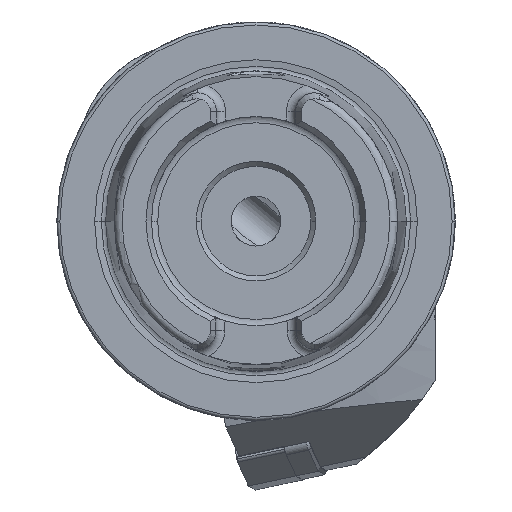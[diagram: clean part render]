
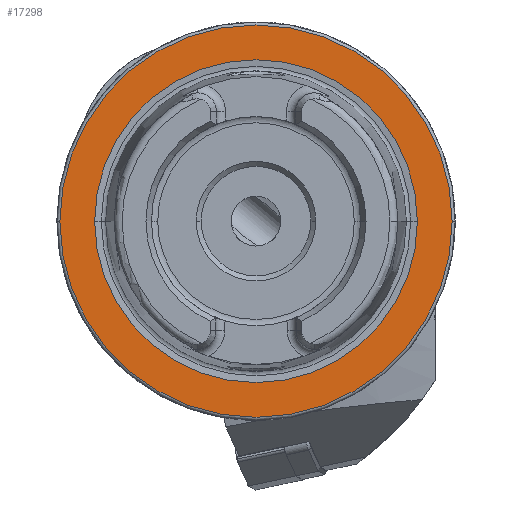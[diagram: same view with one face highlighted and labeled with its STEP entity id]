
A CAD part, left-side view. The second image highlights one B-rep face of the part: STEP entity #17298.
In plain terms, the highlighted planar face has unit normal (-1, 0, 0).
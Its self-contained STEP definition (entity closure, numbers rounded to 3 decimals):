
#616 = DIRECTION ( 'NONE',  ( -1., 0., 0. ) ) ;
#625 = EDGE_CURVE ( 'NONE', #12505, #22685, #17717, .T. ) ;
#1285 = EDGE_CURVE ( 'NONE', #16218, #7899, #22963, .T. ) ;
#1332 = CARTESIAN_POINT ( 'NONE',  ( 0., 0., 0. ) ) ;
#2134 = CARTESIAN_POINT ( 'NONE',  ( 0., 19.7, 0. ) ) ;
#2575 = CARTESIAN_POINT ( 'NONE',  ( 0., 0., 0. ) ) ;
#4080 = EDGE_LOOP ( 'NONE', ( #23245, #15565 ) ) ;
#5179 = FACE_BOUND ( 'NONE', #22284, .T. ) ;
#5472 = DIRECTION ( 'NONE',  ( 0., -1., 0. ) ) ;
#6539 = DIRECTION ( 'NONE',  ( 0., -1., 0. ) ) ;
#7126 = EDGE_CURVE ( 'NONE', #22685, #12505, #11560, .T. ) ;
#7899 = VERTEX_POINT ( 'NONE', #21213 ) ;
#8989 = AXIS2_PLACEMENT_3D ( 'NONE', #1332, #15331, #5472 ) ;
#10101 = CIRCLE ( 'NONE', #24480, 19.7 ) ;
#11560 = CIRCLE ( 'NONE', #16672, 16.207 ) ;
#12505 = VERTEX_POINT ( 'NONE', #19561 ) ;
#14222 = CARTESIAN_POINT ( 'NONE',  ( 0., 0., 0. ) ) ;
#14396 = ORIENTED_EDGE ( 'NONE', *, *, #7126, .F. ) ;
#14406 = DIRECTION ( 'NONE',  ( 0., -1., 0. ) ) ;
#15331 = DIRECTION ( 'NONE',  ( -1., 0., 0. ) ) ;
#15565 = ORIENTED_EDGE ( 'NONE', *, *, #1285, .T. ) ;
#16218 = VERTEX_POINT ( 'NONE', #2134 ) ;
#16672 = AXIS2_PLACEMENT_3D ( 'NONE', #17342, #25190, #21277 ) ;
#16871 = CARTESIAN_POINT ( 'NONE',  ( 0., -16.207, 0. ) ) ;
#17298 = ADVANCED_FACE ( 'NONE', ( #5179, #21848 ), #18897, .F. ) ;
#17342 = CARTESIAN_POINT ( 'NONE',  ( 0., 0., 0. ) ) ;
#17717 = CIRCLE ( 'NONE', #24648, 16.207 ) ;
#18199 = DIRECTION ( 'NONE',  ( -1., 0., 0. ) ) ;
#18897 = PLANE ( 'NONE',  #20973 ) ;
#19110 = EDGE_CURVE ( 'NONE', #7899, #16218, #10101, .T. ) ;
#19561 = CARTESIAN_POINT ( 'NONE',  ( 0., 16.207, 0. ) ) ;
#20833 = DIRECTION ( 'NONE',  ( 0., 1., 0. ) ) ;
#20973 = AXIS2_PLACEMENT_3D ( 'NONE', #22775, #24494, #20833 ) ;
#21213 = CARTESIAN_POINT ( 'NONE',  ( 0., -19.7, 0. ) ) ;
#21277 = DIRECTION ( 'NONE',  ( 0., -1., 0. ) ) ;
#21848 = FACE_OUTER_BOUND ( 'NONE', #4080, .T. ) ;
#22284 = EDGE_LOOP ( 'NONE', ( #14396, #24564 ) ) ;
#22685 = VERTEX_POINT ( 'NONE', #16871 ) ;
#22775 = CARTESIAN_POINT ( 'NONE',  ( 0., 19.7, 0. ) ) ;
#22963 = CIRCLE ( 'NONE', #8989, 19.7 ) ;
#23245 = ORIENTED_EDGE ( 'NONE', *, *, #19110, .T. ) ;
#24480 = AXIS2_PLACEMENT_3D ( 'NONE', #14222, #18199, #6539 ) ;
#24494 = DIRECTION ( 'NONE',  ( 1., 0., 0. ) ) ;
#24564 = ORIENTED_EDGE ( 'NONE', *, *, #625, .F. ) ;
#24648 = AXIS2_PLACEMENT_3D ( 'NONE', #2575, #616, #14406 ) ;
#25190 = DIRECTION ( 'NONE',  ( -1., 0., 0. ) ) ;
